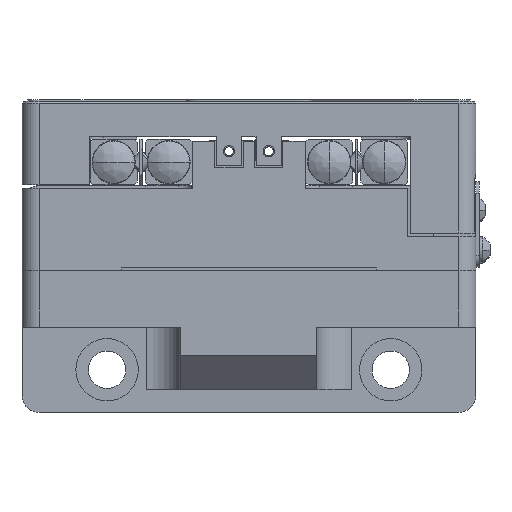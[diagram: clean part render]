
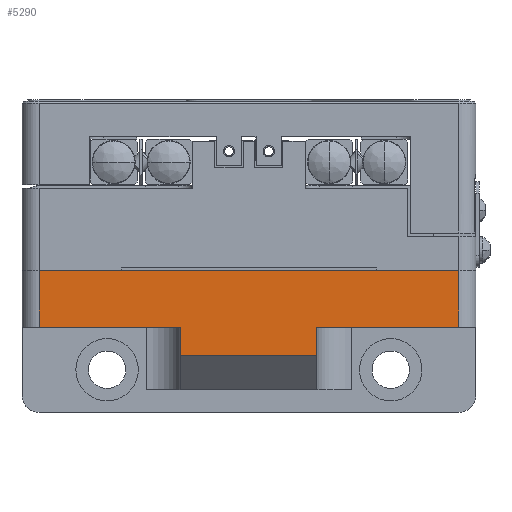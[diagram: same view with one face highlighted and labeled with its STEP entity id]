
A CAD part, left-side view. The second image highlights one B-rep face of the part: STEP entity #5290.
In plain terms, the highlighted face is planar.
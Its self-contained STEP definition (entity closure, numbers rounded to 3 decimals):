
#668 = EDGE_CURVE ( 'NONE', #32273, #41654, #37699, .T. ) ;
#1065 = CARTESIAN_POINT ( 'NONE',  ( 5., 105., 37. ) ) ;
#1095 = VECTOR ( 'NONE', #32848, 1000. ) ;
#1230 = VECTOR ( 'NONE', #52187, 1000. ) ;
#1688 = DIRECTION ( 'NONE',  ( 1., 0., 0. ) ) ;
#1905 = VECTOR ( 'NONE', #7857, 1000. ) ;
#2159 = VERTEX_POINT ( 'NONE', #34229 ) ;
#2237 = CARTESIAN_POINT ( 'NONE',  ( -20., 105., -37. ) ) ;
#2273 = EDGE_CURVE ( 'NONE', #5000, #47970, #5826, .T. ) ;
#5000 = VERTEX_POINT ( 'NONE', #1065 ) ;
#5290 = ADVANCED_FACE ( 'NONE', ( #54003 ), #24183, .F. ) ;
#5826 = LINE ( 'NONE', #30643, #1230 ) ;
#5841 = DIRECTION ( 'NONE',  ( 1., 0., 0. ) ) ;
#6149 = CARTESIAN_POINT ( 'NONE',  ( -5., 105., 37. ) ) ;
#6539 = LINE ( 'NONE', #48978, #36797 ) ;
#6621 = ORIENTED_EDGE ( 'NONE', *, *, #23132, .F. ) ;
#7127 = CARTESIAN_POINT ( 'NONE',  ( -5., 105., -37. ) ) ;
#7857 = DIRECTION ( 'NONE',  ( 0., 0., -1. ) ) ;
#8109 = VERTEX_POINT ( 'NONE', #7127 ) ;
#8893 = VECTOR ( 'NONE', #5841, 1000. ) ;
#9943 = VECTOR ( 'NONE', #26189, 1000. ) ;
#10247 = CARTESIAN_POINT ( 'NONE',  ( -20., 105., -12. ) ) ;
#11786 = DIRECTION ( 'NONE',  ( 0., -1., 0. ) ) ;
#12021 = EDGE_CURVE ( 'NONE', #28934, #8109, #6539, .T. ) ;
#12342 = DIRECTION ( 'NONE',  ( 0., 0., -1. ) ) ;
#12728 = LINE ( 'NONE', #46614, #9943 ) ;
#13263 = ORIENTED_EDGE ( 'NONE', *, *, #14875, .F. ) ;
#14473 = VECTOR ( 'NONE', #45701, 1000. ) ;
#14875 = EDGE_CURVE ( 'NONE', #47970, #32273, #49780, .T. ) ;
#18777 = LINE ( 'NONE', #2237, #51918 ) ;
#19884 = ORIENTED_EDGE ( 'NONE', *, *, #45298, .F. ) ;
#19974 = CARTESIAN_POINT ( 'NONE',  ( -5., 105., 40. ) ) ;
#21336 = CARTESIAN_POINT ( 'NONE',  ( -5., 105., -12. ) ) ;
#21735 = EDGE_CURVE ( 'NONE', #34866, #28934, #52726, .T. ) ;
#23132 = EDGE_CURVE ( 'NONE', #41654, #34866, #36981, .T. ) ;
#24183 = PLANE ( 'NONE',  #45037 ) ;
#26189 = DIRECTION ( 'NONE',  ( 0., 0., -1. ) ) ;
#28934 = VERTEX_POINT ( 'NONE', #21336 ) ;
#29512 = CARTESIAN_POINT ( 'NONE',  ( -10., 105., 40. ) ) ;
#30463 = ORIENTED_EDGE ( 'NONE', *, *, #668, .F. ) ;
#30643 = CARTESIAN_POINT ( 'NONE',  ( -20., 105., 37. ) ) ;
#31069 = CARTESIAN_POINT ( 'NONE',  ( -5., 105., 12. ) ) ;
#32273 = VERTEX_POINT ( 'NONE', #31069 ) ;
#32848 = DIRECTION ( 'NONE',  ( 0., 0., -1. ) ) ;
#34229 = CARTESIAN_POINT ( 'NONE',  ( 5., 105., -37. ) ) ;
#34866 = VERTEX_POINT ( 'NONE', #43161 ) ;
#35763 = ORIENTED_EDGE ( 'NONE', *, *, #40580, .T. ) ;
#36015 = DIRECTION ( 'NONE',  ( 0., 0., -1. ) ) ;
#36553 = ORIENTED_EDGE ( 'NONE', *, *, #2273, .F. ) ;
#36797 = VECTOR ( 'NONE', #36015, 1000. ) ;
#36981 = LINE ( 'NONE', #29512, #1095 ) ;
#37699 = LINE ( 'NONE', #41022, #14473 ) ;
#38194 = ORIENTED_EDGE ( 'NONE', *, *, #21735, .F. ) ;
#40521 = ORIENTED_EDGE ( 'NONE', *, *, #12021, .F. ) ;
#40580 = EDGE_CURVE ( 'NONE', #5000, #2159, #12728, .T. ) ;
#41022 = CARTESIAN_POINT ( 'NONE',  ( -20., 105., 12. ) ) ;
#41654 = VERTEX_POINT ( 'NONE', #54452 ) ;
#43161 = CARTESIAN_POINT ( 'NONE',  ( -10., 105., -12. ) ) ;
#45037 = AXIS2_PLACEMENT_3D ( 'NONE', #50104, #11786, #12342 ) ;
#45298 = EDGE_CURVE ( 'NONE', #8109, #2159, #18777, .T. ) ;
#45701 = DIRECTION ( 'NONE',  ( -1., 0., 0. ) ) ;
#46614 = CARTESIAN_POINT ( 'NONE',  ( 5., 105., 40. ) ) ;
#47970 = VERTEX_POINT ( 'NONE', #6149 ) ;
#48978 = CARTESIAN_POINT ( 'NONE',  ( -5., 105., 40. ) ) ;
#49780 = LINE ( 'NONE', #19974, #1905 ) ;
#50104 = CARTESIAN_POINT ( 'NONE',  ( -20., 105., 40. ) ) ;
#51918 = VECTOR ( 'NONE', #1688, 1000. ) ;
#52187 = DIRECTION ( 'NONE',  ( -1., 0., 0. ) ) ;
#52726 = LINE ( 'NONE', #10247, #8893 ) ;
#53091 = EDGE_LOOP ( 'NONE', ( #36553, #35763, #19884, #40521, #38194, #6621, #30463, #13263 ) ) ;
#54003 = FACE_OUTER_BOUND ( 'NONE', #53091, .T. ) ;
#54452 = CARTESIAN_POINT ( 'NONE',  ( -10., 105., 12. ) ) ;
